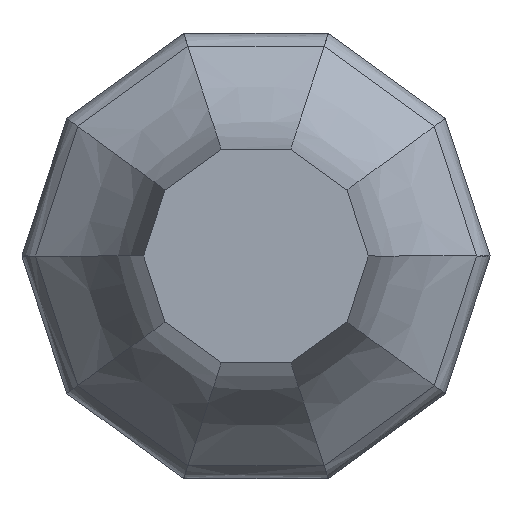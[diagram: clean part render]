
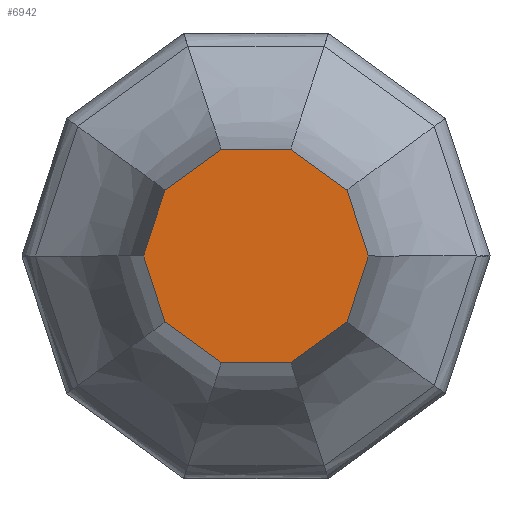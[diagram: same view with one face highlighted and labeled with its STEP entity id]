
A CAD part, front view. The second image highlights one B-rep face of the part: STEP entity #6942.
In plain terms, the highlighted planar face has unit normal (0, -1, 0).
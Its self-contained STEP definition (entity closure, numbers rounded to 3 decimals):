
#232 = CARTESIAN_POINT ( 'NONE',  ( -6.309, -500., 0. ) ) ;
#269 = VERTEX_POINT ( 'NONE', #10378 ) ;
#351 = CARTESIAN_POINT ( 'NONE',  ( -1.95, -500., -6. ) ) ;
#389 = VERTEX_POINT ( 'NONE', #351 ) ;
#469 = LINE ( 'NONE', #5255, #11857 ) ;
#1165 = VECTOR ( 'NONE', #3575, 1000. ) ;
#1267 = CARTESIAN_POINT ( 'NONE',  ( -1.95, -500., 6. ) ) ;
#1515 = CARTESIAN_POINT ( 'NONE',  ( 1.95, -500., 6. ) ) ;
#1521 = VERTEX_POINT ( 'NONE', #13027 ) ;
#1535 = DIRECTION ( 'NONE',  ( -1., 0., 0. ) ) ;
#2770 = EDGE_LOOP ( 'NONE', ( #4431, #3246, #3251, #8554, #15562, #13956, #3205, #8501, #8003, #4649 ) ) ;
#2883 = EDGE_CURVE ( 'NONE', #3769, #9634, #16806, .T. ) ;
#3205 = ORIENTED_EDGE ( 'NONE', *, *, #11049, .F. ) ;
#3246 = ORIENTED_EDGE ( 'NONE', *, *, #2883, .F. ) ;
#3251 = ORIENTED_EDGE ( 'NONE', *, *, #12332, .F. ) ;
#3457 = CARTESIAN_POINT ( 'NONE',  ( 5.104, -500., -3.708 ) ) ;
#3459 = CARTESIAN_POINT ( 'NONE',  ( 5.104, -500., 3.708 ) ) ;
#3545 = AXIS2_PLACEMENT_3D ( 'NONE', #8781, #8668, #13829 ) ;
#3575 = DIRECTION ( 'NONE',  ( -0.309, 0., 0.951 ) ) ;
#3594 = LINE ( 'NONE', #11899, #16182 ) ;
#3769 = VERTEX_POINT ( 'NONE', #12460 ) ;
#3802 = CARTESIAN_POINT ( 'NONE',  ( -1.95, -500., 6. ) ) ;
#3964 = VERTEX_POINT ( 'NONE', #11312 ) ;
#4252 = DIRECTION ( 'NONE',  ( 0.309, 0., 0.951 ) ) ;
#4431 = ORIENTED_EDGE ( 'NONE', *, *, #10387, .F. ) ;
#4465 = LINE ( 'NONE', #3802, #12230 ) ;
#4488 = VERTEX_POINT ( 'NONE', #16797 ) ;
#4561 = EDGE_CURVE ( 'NONE', #1521, #389, #3594, .T. ) ;
#4611 = EDGE_CURVE ( 'NONE', #269, #4488, #15780, .T. ) ;
#4649 = ORIENTED_EDGE ( 'NONE', *, *, #13378, .F. ) ;
#5255 = CARTESIAN_POINT ( 'NONE',  ( -1.95, -500., -6. ) ) ;
#5676 = VECTOR ( 'NONE', #11320, 1000. ) ;
#6327 = CARTESIAN_POINT ( 'NONE',  ( -5.104, -500., 3.708 ) ) ;
#6709 = VECTOR ( 'NONE', #7990, 1000. ) ;
#6942 = ADVANCED_FACE ( 'NONE', ( #11710 ), #11468, .T. ) ;
#7891 = VECTOR ( 'NONE', #15774, 1000. ) ;
#7917 = EDGE_CURVE ( 'NONE', #3964, #9079, #15022, .T. ) ;
#7990 = DIRECTION ( 'NONE',  ( -0.309, 0., -0.951 ) ) ;
#7992 = DIRECTION ( 'NONE',  ( -0.809, 0., 0.588 ) ) ;
#8003 = ORIENTED_EDGE ( 'NONE', *, *, #10412, .F. ) ;
#8279 = VECTOR ( 'NONE', #15221, 1000. ) ;
#8501 = ORIENTED_EDGE ( 'NONE', *, *, #7917, .F. ) ;
#8533 = LINE ( 'NONE', #3459, #15018 ) ;
#8554 = ORIENTED_EDGE ( 'NONE', *, *, #4611, .F. ) ;
#8668 = DIRECTION ( 'NONE',  ( 0., -1., 0. ) ) ;
#8781 = CARTESIAN_POINT ( 'NONE',  ( 0., -500., 0. ) ) ;
#9079 = VERTEX_POINT ( 'NONE', #13780 ) ;
#9604 = VERTEX_POINT ( 'NONE', #16788 ) ;
#9634 = VERTEX_POINT ( 'NONE', #1267 ) ;
#10378 = CARTESIAN_POINT ( 'NONE',  ( -5.104, -500., -3.708 ) ) ;
#10387 = EDGE_CURVE ( 'NONE', #9634, #12587, #4465, .T. ) ;
#10412 = EDGE_CURVE ( 'NONE', #9604, #3964, #8533, .T. ) ;
#10745 = VECTOR ( 'NONE', #4252, 1000. ) ;
#11049 = EDGE_CURVE ( 'NONE', #9079, #1521, #12400, .T. ) ;
#11312 = CARTESIAN_POINT ( 'NONE',  ( 6.309, -500., 0. ) ) ;
#11320 = DIRECTION ( 'NONE',  ( -0.809, 0., -0.588 ) ) ;
#11468 = PLANE ( 'NONE',  #3545 ) ;
#11710 = FACE_OUTER_BOUND ( 'NONE', #2770, .T. ) ;
#11755 = LINE ( 'NONE', #12799, #8279 ) ;
#11857 = VECTOR ( 'NONE', #7992, 1000. ) ;
#11899 = CARTESIAN_POINT ( 'NONE',  ( 1.95, -500., -6. ) ) ;
#12230 = VECTOR ( 'NONE', #14422, 1000. ) ;
#12332 = EDGE_CURVE ( 'NONE', #4488, #3769, #15790, .T. ) ;
#12400 = LINE ( 'NONE', #3457, #5676 ) ;
#12460 = CARTESIAN_POINT ( 'NONE',  ( -5.104, -500., 3.708 ) ) ;
#12587 = VERTEX_POINT ( 'NONE', #1515 ) ;
#12751 = CARTESIAN_POINT ( 'NONE',  ( -5.104, -500., -3.708 ) ) ;
#12799 = CARTESIAN_POINT ( 'NONE',  ( 1.95, -500., 6. ) ) ;
#13027 = CARTESIAN_POINT ( 'NONE',  ( 1.95, -500., -6. ) ) ;
#13378 = EDGE_CURVE ( 'NONE', #12587, #9604, #11755, .T. ) ;
#13439 = DIRECTION ( 'NONE',  ( 0.309, 0., -0.951 ) ) ;
#13780 = CARTESIAN_POINT ( 'NONE',  ( 5.104, -500., -3.708 ) ) ;
#13829 = DIRECTION ( 'NONE',  ( 0., 0., 1. ) ) ;
#13948 = CARTESIAN_POINT ( 'NONE',  ( 6.309, -500., 0. ) ) ;
#13956 = ORIENTED_EDGE ( 'NONE', *, *, #4561, .F. ) ;
#14422 = DIRECTION ( 'NONE',  ( 1., 0., 0. ) ) ;
#15018 = VECTOR ( 'NONE', #13439, 1000. ) ;
#15022 = LINE ( 'NONE', #13948, #6709 ) ;
#15221 = DIRECTION ( 'NONE',  ( 0.809, 0., -0.588 ) ) ;
#15562 = ORIENTED_EDGE ( 'NONE', *, *, #16289, .F. ) ;
#15774 = DIRECTION ( 'NONE',  ( 0.809, 0., 0.588 ) ) ;
#15780 = LINE ( 'NONE', #12751, #1165 ) ;
#15790 = LINE ( 'NONE', #232, #10745 ) ;
#16182 = VECTOR ( 'NONE', #1535, 1000. ) ;
#16289 = EDGE_CURVE ( 'NONE', #389, #269, #469, .T. ) ;
#16788 = CARTESIAN_POINT ( 'NONE',  ( 5.104, -500., 3.708 ) ) ;
#16797 = CARTESIAN_POINT ( 'NONE',  ( -6.309, -500., 0. ) ) ;
#16806 = LINE ( 'NONE', #6327, #7891 ) ;
